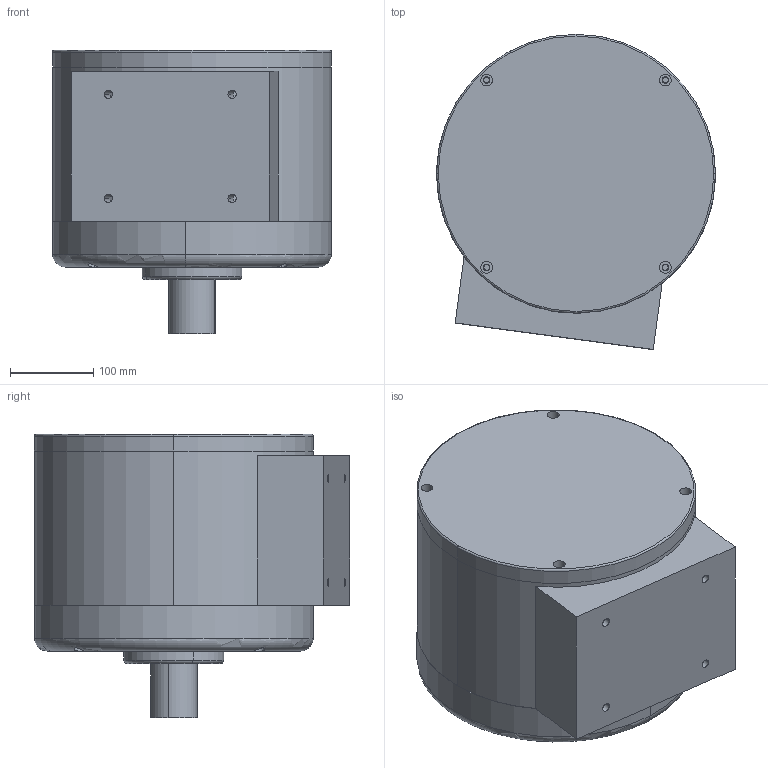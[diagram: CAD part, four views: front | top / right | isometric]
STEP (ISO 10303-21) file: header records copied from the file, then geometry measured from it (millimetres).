
FILE_DESCRIPTION (( 'STEP AP203' ), '1' );
FILE_NAME ('ana montaj.STEP', '2018-03-23T11:20:29', ( '' ), ( '' ), 'SwSTEP 2.0', 'SolidWorks 2017', '' );
FILE_SCHEMA (( 'CONFIG_CONTROL_DESIGN' ));
Length unit declared in the file: millimetre
Products named in the file (15): rotor2; ROTOR MONTAJI; balans; arka kapak; govde; rotor1; magnet; m齦; 6205 rulman; on kapak; toz kecesý; stator; ana montaj; 6212 rulman; ayak
Assembly tree (54 placements, depth 3):
  ana montaj
    govde
    on kapak
    6212 rulman  x2
    m齦
    toz kecesý
    ROTOR MONTAJI
      rotor1
      rotor2
      magnet  x40
    stator
    arka kapak
    6205 rulman
    balans
    ayak
Bounding box: 335 x 378.55 x 340.3 mm (x, y, z)
Volume: 19026643.6 mm3; surface area: 2013690.2 mm2
Topology: 53 solids, 53 shells, 1339 faces, 3541 edges, 2339 vertices
Faces by surface type: plane 815, cylinder 459, torus 44, cone 15, bspline 6
Entity records: 42797 total; most frequent: CARTESIAN_POINT 11230, ORIENTED_EDGE 6090, DIRECTION 6020, EDGE_CURVE 3045, LINE 2176, VECTOR 2176, VERTEX_POINT 2011, AXIS2_PLACEMENT_3D 1922
